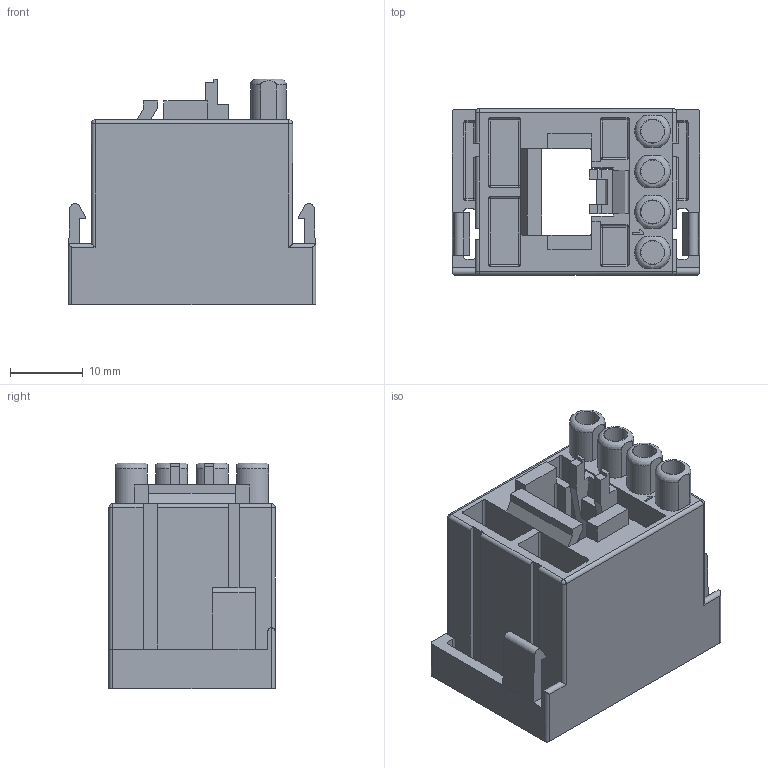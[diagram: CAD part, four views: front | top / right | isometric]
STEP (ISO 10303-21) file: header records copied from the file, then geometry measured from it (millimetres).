
FILE_DESCRIPTION(/* description */ (''),/* implementation_level */ '2;1');
FILE_NAME(/* name */ 'C146_E12_001_E8.stp',/* time_stamp */ '2017-06-20T13:17:17+02:00',/* author */ (''),/* organization */ (''),/* preprocessor_version */ 'ST-DEVELOPER v15',/* originating_system */ 'SIEMENS PLM Software NX 9.0',/* authorisation */ '');
FILE_SCHEMA (('CONFIG_CONTROL_DESIGN'));
Length unit declared in the file: millimetre
Products named in the file (1): c3d-c146 e12 001 e8nxm001-01
Bounding box: 34 x 22.8 x 31 mm (x, y, z)
Volume: 9227.7 mm3; surface area: 10024.8 mm2
Topology: 1 solids, 1 shells, 358 faces, 934 edges, 561 vertices
Faces by surface type: plane 194, cylinder 120, sphere 24, bspline 16, cone 4
Full cylindrical faces by diameter (mm): 3 x2, 3.2 x4, 4 x1
Entity records: 10890 total; most frequent: CARTESIAN_POINT 2269, ORIENTED_EDGE 1764, DIRECTION 1764, EDGE_CURVE 882, LINE 610, VECTOR 610, AXIS2_PLACEMENT_3D 577, VERTEX_POINT 560
